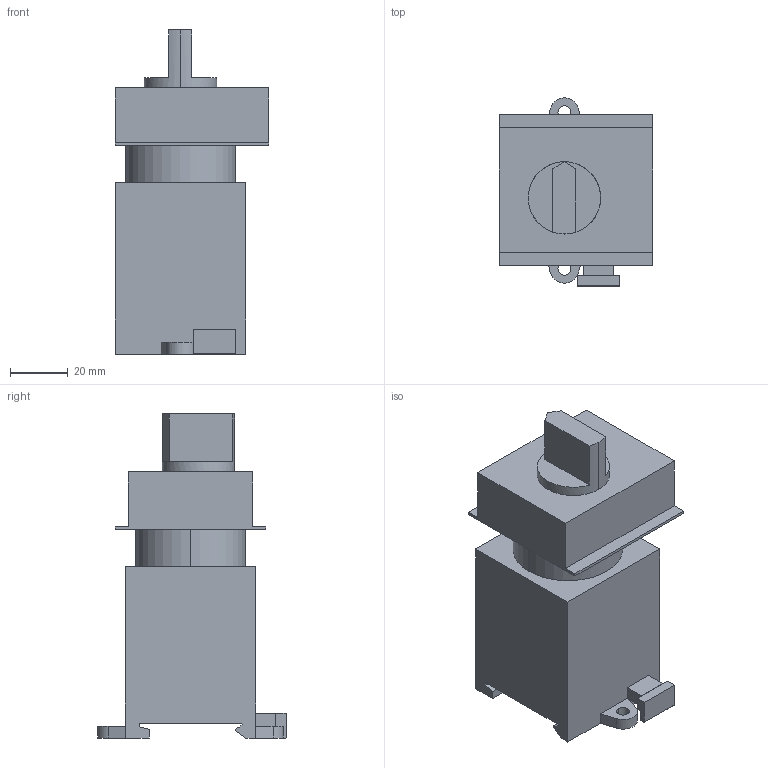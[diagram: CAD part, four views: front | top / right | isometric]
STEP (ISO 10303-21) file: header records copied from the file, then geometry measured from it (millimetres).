
FILE_DESCRIPTION((''),'2;1');
FILE_NAME('3d_GX1697O48.stp','2012-10-02T14:46:15',(''),(''),'Mechanical Desktop 2011','Mechanical Desktop 2011',', , ');
FILE_SCHEMA(('CONFIG_CONTROL_DESIGN'));
Length unit declared in the file: millimetre
Products named in the file (1): Product
Bounding box: 53 x 64.98 x 112 mm (x, y, z)
Volume: 179298.8 mm3; surface area: 31849.4 mm2
Topology: 6 solids, 6 shells, 68 faces, 771 edges, 1315 vertices
Faces by surface type: plane 49, bspline 12, cylinder 7
Entity records: 5757 total; most frequent: CARTESIAN_POINT 1632, DIRECTION 913, VECTOR 743, LINE 743, TRIMMED_CURVE 600, ORIENTED_EDGE 340, EDGE_CURVE 170, VERTEX_POINT 114
